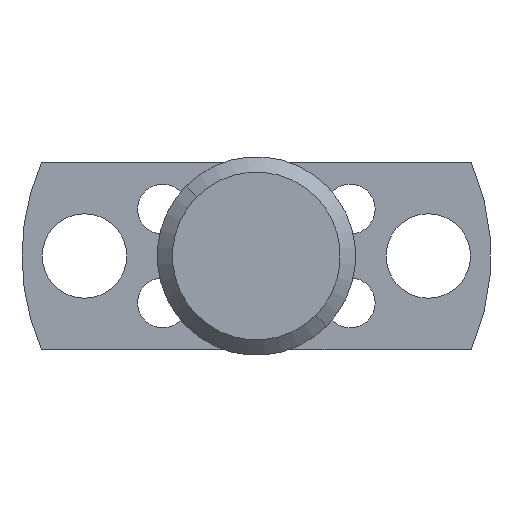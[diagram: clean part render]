
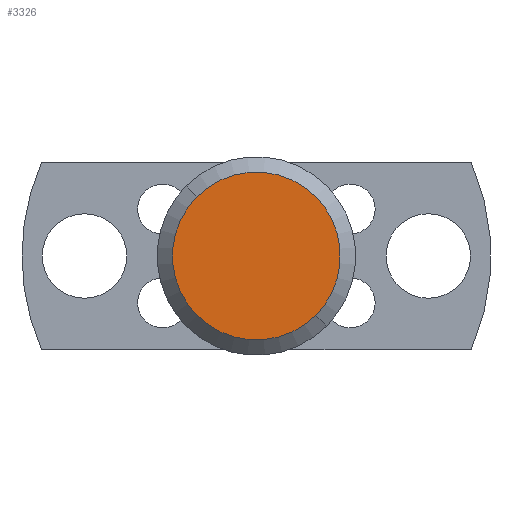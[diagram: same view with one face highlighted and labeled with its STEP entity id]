
A CAD part, front view. The second image highlights one B-rep face of the part: STEP entity #3326.
In plain terms, the highlighted planar face has unit normal (0, -1, 0).
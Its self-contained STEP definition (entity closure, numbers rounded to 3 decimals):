
#134 = EDGE_LOOP ( 'NONE', ( #3120, #811 ) ) ;
#529 = CARTESIAN_POINT ( 'NONE',  ( 1.899, -11., -1.899 ) ) ;
#644 = DIRECTION ( 'NONE',  ( 0.707, 0., -0.707 ) ) ;
#796 = CARTESIAN_POINT ( 'NONE',  ( 0., -11., 0. ) ) ;
#811 = ORIENTED_EDGE ( 'NONE', *, *, #4113, .T. ) ;
#1521 = CARTESIAN_POINT ( 'NONE',  ( 1.644, -11., 1.644 ) ) ;
#1788 = VERTEX_POINT ( 'NONE', #5816 ) ;
#1860 = FACE_OUTER_BOUND ( 'NONE', #134, .T. ) ;
#2115 = AXIS2_PLACEMENT_3D ( 'NONE', #796, #6225, #3231 ) ;
#2661 = DIRECTION ( 'NONE',  ( 0., -1., 0. ) ) ;
#2672 = CARTESIAN_POINT ( 'NONE',  ( 0., -11., 0. ) ) ;
#3120 = ORIENTED_EDGE ( 'NONE', *, *, #3889, .T. ) ;
#3231 = DIRECTION ( 'NONE',  ( 0.707, 0., -0.707 ) ) ;
#3326 = ADVANCED_FACE ( 'Defeature ausgef�hrt3_19', ( #1860 ), #3463, .T. ) ;
#3463 = PLANE ( 'NONE',  #6298 ) ;
#3521 = CIRCLE ( 'NONE', #5689, 2.685 ) ;
#3889 = EDGE_CURVE ( 'Defeature ausgef�hrt3_19+Defeature ausgef�hrt3_22+Defeature ausgef�hrt3_22+Defeature ausgef�hrt3_22', #6083, #1788, #3521, .T. ) ;
#4113 = EDGE_CURVE ( 'Defeature ausgef�hrt3_19+Defeature ausgef�hrt3_22+Defeature ausgef�hrt3_22+Defeature ausgef�hrt3_22', #1788, #6083, #4189, .T. ) ;
#4189 = CIRCLE ( 'NONE', #2115, 2.685 ) ;
#4654 = DIRECTION ( 'NONE',  ( 0., -1., 0. ) ) ;
#5141 = DIRECTION ( 'NONE',  ( 0.707, 0., -0.707 ) ) ;
#5689 = AXIS2_PLACEMENT_3D ( 'NONE', #2672, #4654, #5141 ) ;
#5816 = CARTESIAN_POINT ( 'NONE',  ( -1.899, -11., 1.899 ) ) ;
#6083 = VERTEX_POINT ( 'NONE', #529 ) ;
#6225 = DIRECTION ( 'NONE',  ( 0., -1., 0. ) ) ;
#6298 = AXIS2_PLACEMENT_3D ( 'NONE', #1521, #2661, #644 ) ;
